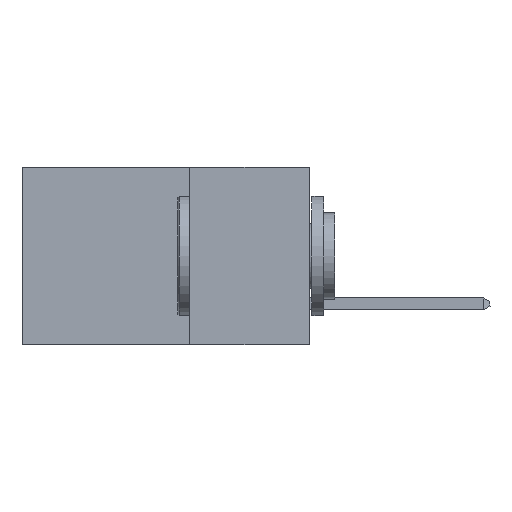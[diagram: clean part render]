
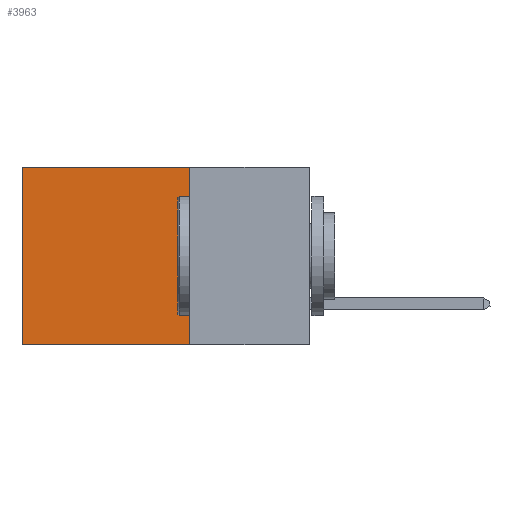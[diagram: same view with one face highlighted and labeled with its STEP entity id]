
A CAD part, left-side view. The second image highlights one B-rep face of the part: STEP entity #3963.
In plain terms, the highlighted planar face has unit normal (-1, 0, 0).
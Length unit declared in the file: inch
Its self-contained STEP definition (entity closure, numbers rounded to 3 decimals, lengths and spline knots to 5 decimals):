
#181 = EDGE_CURVE ( 'NONE', #14723, #6293, #4256, .T. ) ;
#231 = CARTESIAN_POINT ( 'NONE',  ( 0.2875, 0.6, 0. ) ) ;
#1477 = CARTESIAN_POINT ( 'NONE',  ( 0.2875, 0.6, 0. ) ) ;
#1798 = VECTOR ( 'NONE', #9794, 39.37008 ) ;
#2012 = VECTOR ( 'NONE', #12369, 39.37008 ) ;
#2579 = DIRECTION ( 'NONE',  ( 0., 0., -1. ) ) ;
#3109 = DIRECTION ( 'NONE',  ( 1., 0., 0. ) ) ;
#3347 = ORIENTED_EDGE ( 'NONE', *, *, #14857, .T. ) ;
#3750 = LINE ( 'NONE', #6004, #8329 ) ;
#3963 = ADVANCED_FACE ( 'NONE', ( #10438 ), #4363, .F. ) ;
#4256 = LINE ( 'NONE', #11181, #2012 ) ;
#4363 = PLANE ( 'NONE',  #10289 ) ;
#4592 = CARTESIAN_POINT ( 'NONE',  ( 0.2875, 0.25, 0. ) ) ;
#4999 = LINE ( 'NONE', #1477, #1798 ) ;
#5106 = EDGE_CURVE ( 'NONE', #12351, #5269, #3750, .T. ) ;
#5269 = VERTEX_POINT ( 'NONE', #231 ) ;
#6004 = CARTESIAN_POINT ( 'NONE',  ( 0.2875, 0.25, 0. ) ) ;
#6293 = VERTEX_POINT ( 'NONE', #15606 ) ;
#6746 = LINE ( 'NONE', #9844, #14845 ) ;
#8329 = VECTOR ( 'NONE', #10708, 39.37008 ) ;
#9794 = DIRECTION ( 'NONE',  ( 0., 0., -1. ) ) ;
#9844 = CARTESIAN_POINT ( 'NONE',  ( 0.2875, 0.25, 0. ) ) ;
#10289 = AXIS2_PLACEMENT_3D ( 'NONE', #15079, #3109, #15197 ) ;
#10438 = FACE_OUTER_BOUND ( 'NONE', #13026, .T. ) ;
#10708 = DIRECTION ( 'NONE',  ( 0., 1., 0. ) ) ;
#11160 = ORIENTED_EDGE ( 'NONE', *, *, #13805, .F. ) ;
#11181 = CARTESIAN_POINT ( 'NONE',  ( 0.2875, 0.25, -0.37 ) ) ;
#12351 = VERTEX_POINT ( 'NONE', #4592 ) ;
#12369 = DIRECTION ( 'NONE',  ( 0., 1., 0. ) ) ;
#13026 = EDGE_LOOP ( 'NONE', ( #3347, #15283, #11160, #13763 ) ) ;
#13445 = CARTESIAN_POINT ( 'NONE',  ( 0.2875, 0.25, -0.37 ) ) ;
#13763 = ORIENTED_EDGE ( 'NONE', *, *, #5106, .T. ) ;
#13805 = EDGE_CURVE ( 'NONE', #12351, #14723, #6746, .T. ) ;
#14723 = VERTEX_POINT ( 'NONE', #13445 ) ;
#14845 = VECTOR ( 'NONE', #2579, 39.37008 ) ;
#14857 = EDGE_CURVE ( 'NONE', #5269, #6293, #4999, .T. ) ;
#15079 = CARTESIAN_POINT ( 'NONE',  ( 0.2875, 0.25, 0. ) ) ;
#15197 = DIRECTION ( 'NONE',  ( 0., 0., -1. ) ) ;
#15283 = ORIENTED_EDGE ( 'NONE', *, *, #181, .F. ) ;
#15606 = CARTESIAN_POINT ( 'NONE',  ( 0.2875, 0.6, -0.37 ) ) ;
